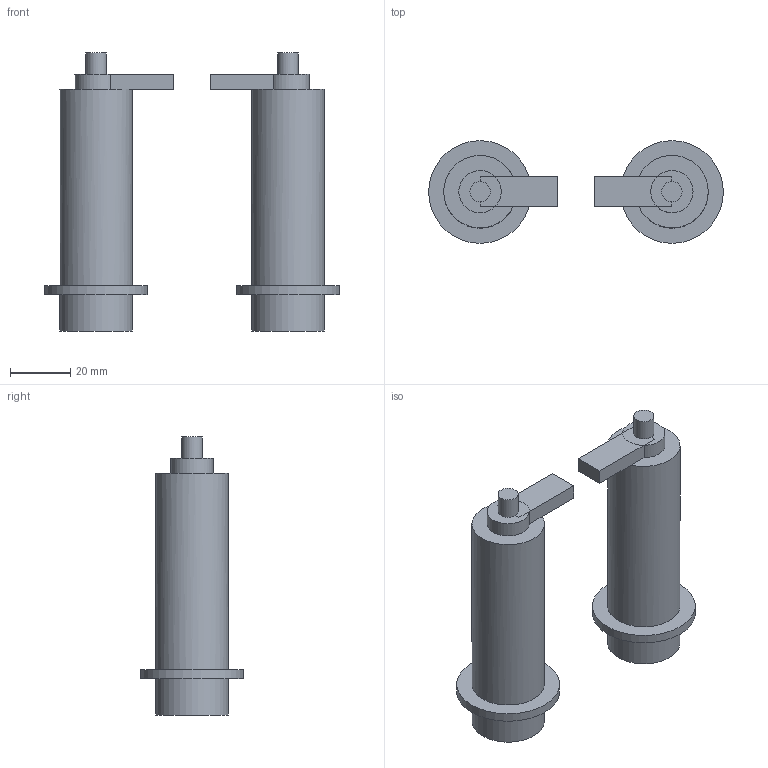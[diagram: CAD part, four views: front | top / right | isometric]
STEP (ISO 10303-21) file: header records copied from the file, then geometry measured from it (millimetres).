
FILE_DESCRIPTION(('FreeCAD Model'),'2;1');
FILE_NAME('bowtie_test_2_fts.step','2018-06-03T00:19:52',('Author'),(''), 'Open CASCADE STEP processor 6.8','FreeCAD','Unknown');
FILE_SCHEMA(('AUTOMOTIVE_DESIGN_CC2 { 1 2 10303 214 -1 1 5 4 }'));
Length unit declared in the file: millimetre
Products named in the file (2): ASSEMBLY; Fusion054
Assembly tree (1 placements, depth 2):
  ASSEMBLY
    Fusion054
Bounding box: 97.5 x 34 x 92 mm (x, y, z)
Volume: 79088.7 mm3; surface area: 17588.3 mm2
Topology: 2 solids, 2 shells, 35 faces, 74 edges, 47 vertices
Faces by surface type: plane 24, cylinder 11
Full cylindrical faces by diameter (mm): 6.7 x2, 24 x4, 34 x2
Entity records: 2172 total; most frequent: DIRECTION 321, CARTESIAN_POINT 314, ORIENTED_EDGE 148, PCURVE 148, DEFINITIONAL_REPRESENTATION 148, LINE 145, VECTOR 145, EDGE_CURVE 74
